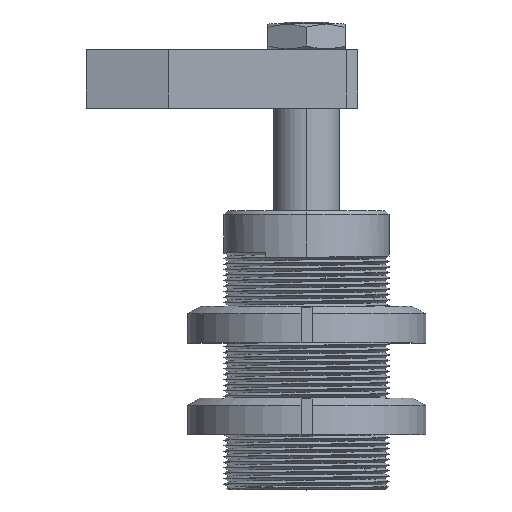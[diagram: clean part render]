
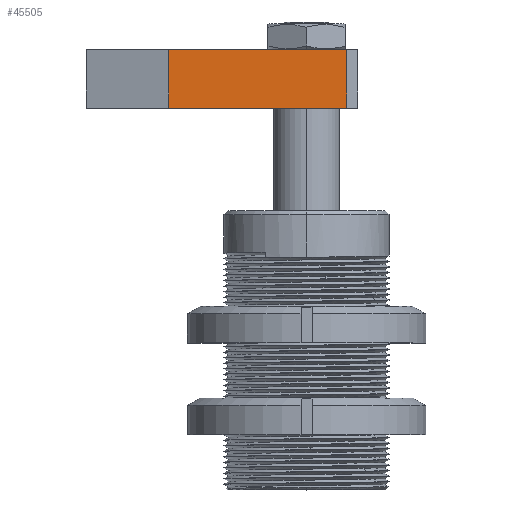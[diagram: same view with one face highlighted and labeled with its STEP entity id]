
A CAD part, top view. The second image highlights one B-rep face of the part: STEP entity #45505.
In plain terms, the highlighted planar face has unit normal (0, 0, 1).
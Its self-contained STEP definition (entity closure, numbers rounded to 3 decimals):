
#2619 = DIRECTION ( 'NONE',  ( 1., 0., 0. ) ) ;
#2811 = PLANE ( 'NONE',  #43171 ) ;
#3376 = VECTOR ( 'NONE', #51492, 1000. ) ;
#4427 = LINE ( 'NONE', #24968, #30683 ) ;
#9586 = LINE ( 'NONE', #51862, #3376 ) ;
#12339 = CARTESIAN_POINT ( 'NONE',  ( 10.998, 0., 13.5 ) ) ;
#13245 = DIRECTION ( 'NONE',  ( 0., -1., 0. ) ) ;
#15220 = ORIENTED_EDGE ( 'NONE', *, *, #39963, .T. ) ;
#15954 = DIRECTION ( 'NONE',  ( 0., 0., 1. ) ) ;
#18148 = VERTEX_POINT ( 'NONE', #20664 ) ;
#18593 = CARTESIAN_POINT ( 'NONE',  ( -37.608, 0., 13.5 ) ) ;
#18652 = ORIENTED_EDGE ( 'NONE', *, *, #25278, .T. ) ;
#20543 = DIRECTION ( 'NONE',  ( 1., 0., 0. ) ) ;
#20664 = CARTESIAN_POINT ( 'NONE',  ( 10.998, 16., 13.5 ) ) ;
#21370 = LINE ( 'NONE', #44097, #46897 ) ;
#23586 = EDGE_CURVE ( 'NONE', #37969, #18148, #21370, .T. ) ;
#24556 = ORIENTED_EDGE ( 'NONE', *, *, #30942, .F. ) ;
#24968 = CARTESIAN_POINT ( 'NONE',  ( -23., 16., 13.5 ) ) ;
#25278 = EDGE_CURVE ( 'NONE', #49579, #37969, #9586, .T. ) ;
#26382 = DIRECTION ( 'NONE',  ( 0., 1., 0. ) ) ;
#30683 = VECTOR ( 'NONE', #20543, 1000. ) ;
#30942 = EDGE_CURVE ( 'NONE', #52760, #18148, #4427, .T. ) ;
#31396 = CARTESIAN_POINT ( 'NONE',  ( -37.608, 16., 13.5 ) ) ;
#37969 = VERTEX_POINT ( 'NONE', #12339 ) ;
#39525 = VECTOR ( 'NONE', #13245, 1000. ) ;
#39957 = ORIENTED_EDGE ( 'NONE', *, *, #23586, .T. ) ;
#39963 = EDGE_CURVE ( 'NONE', #52760, #49579, #51273, .T. ) ;
#43171 = AXIS2_PLACEMENT_3D ( 'NONE', #46424, #15954, #2619 ) ;
#44097 = CARTESIAN_POINT ( 'NONE',  ( 10.998, 8., 13.5 ) ) ;
#45505 = ADVANCED_FACE ( 'NONE', ( #48368 ), #2811, .T. ) ;
#46424 = CARTESIAN_POINT ( 'NONE',  ( -37.608, 0., 13.5 ) ) ;
#46897 = VECTOR ( 'NONE', #26382, 1000. ) ;
#48368 = FACE_OUTER_BOUND ( 'NONE', #56143, .T. ) ;
#49579 = VERTEX_POINT ( 'NONE', #18593 ) ;
#51273 = LINE ( 'NONE', #56799, #39525 ) ;
#51492 = DIRECTION ( 'NONE',  ( 1., 0., 0. ) ) ;
#51862 = CARTESIAN_POINT ( 'NONE',  ( -13.305, 0., 13.5 ) ) ;
#52760 = VERTEX_POINT ( 'NONE', #31396 ) ;
#56143 = EDGE_LOOP ( 'NONE', ( #39957, #24556, #15220, #18652 ) ) ;
#56799 = CARTESIAN_POINT ( 'NONE',  ( -37.608, 8., 13.5 ) ) ;
